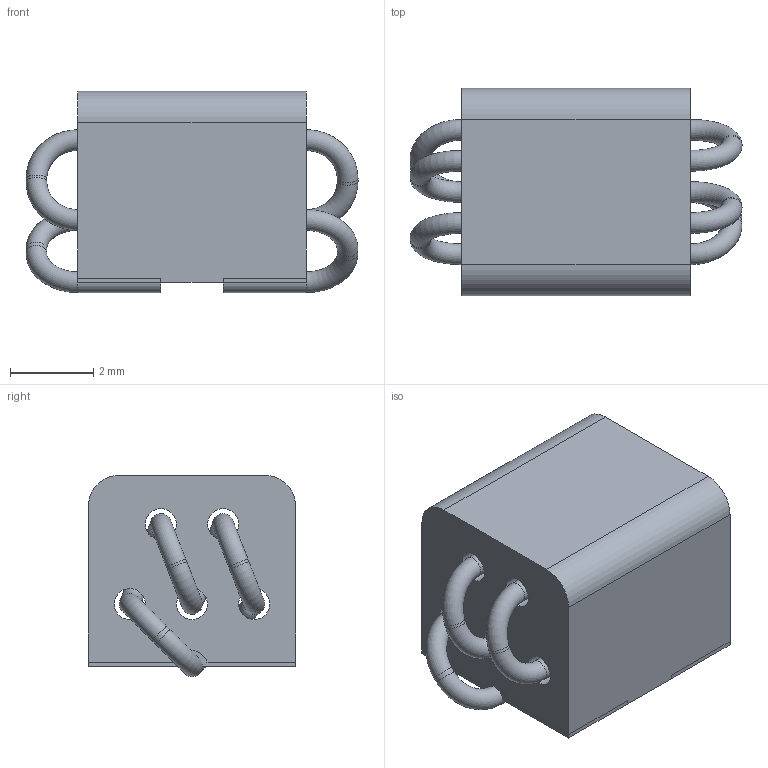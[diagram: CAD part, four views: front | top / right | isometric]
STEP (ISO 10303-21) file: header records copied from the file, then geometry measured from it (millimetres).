
FILE_DESCRIPTION(('FreeCAD Model'),'2;1');
FILE_NAME('Assem1_sp.step', '2018-08-07T18:41:03',('kicad StepUp'),('ksu MCAD'), 'Open CASCADE STEP processor 7.2','FreeCAD','Unknown');
FILE_SCHEMA(('AUTOMOTIVE_DESIGN { 1 0 10303 214 1 1 1 1 }'));
Length unit declared in the file: millimetre
Products named in the file (1): Assem1_sp
Bounding box: 8 x 5 x 4.85 mm (x, y, z)
Volume: 122.3 mm3; surface area: 283.8 mm2
Topology: 1 solids, 1 shells, 54 faces, 141 edges, 87 vertices
Faces by surface type: cylinder 21, plane 21, torus 12
Full cylindrical faces by diameter (mm): 0.5 x11, 0.75 x5
Entity records: 2105 total; most frequent: CARTESIAN_POINT 373, DIRECTION 284, ORIENTED_EDGE 282, EDGE_CURVE 141, AXIS2_PLACEMENT_3D 118, VERTEX_POINT 87, FACE_BOUND 64, EDGE_LOOP 64
